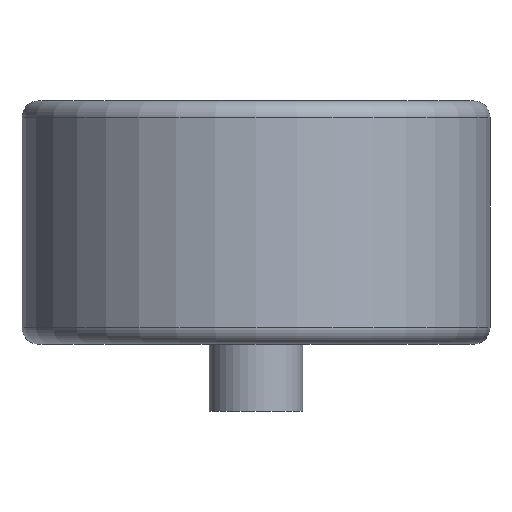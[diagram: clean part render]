
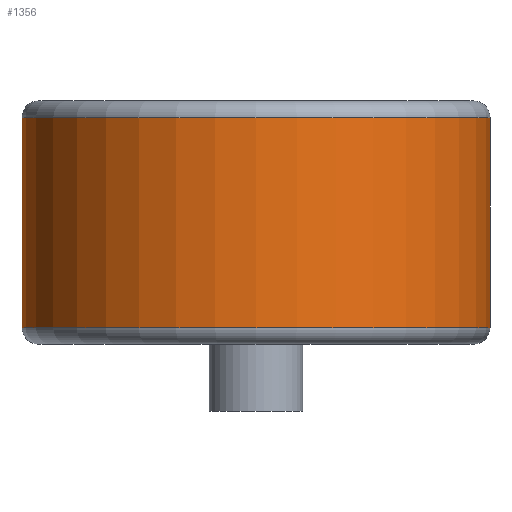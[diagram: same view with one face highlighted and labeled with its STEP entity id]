
A CAD part, front view. The second image highlights one B-rep face of the part: STEP entity #1356.
In plain terms, the highlighted cylindrical face has radius 700 mm (diameter 1400 mm), a partial arc.
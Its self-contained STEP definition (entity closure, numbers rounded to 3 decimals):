
#50 = FACE_OUTER_BOUND ( 'NONE', #178, .T. ) ;
#80 = EDGE_CURVE ( 'NONE', #277, #415, #778, .T. ) ;
#174 = DIRECTION ( 'NONE',  ( -1., 0., 0. ) ) ;
#178 = EDGE_LOOP ( 'NONE', ( #1965, #1831, #1396, #1816 ) ) ;
#243 = DIRECTION ( 'NONE',  ( 1., 0., 0. ) ) ;
#277 = VERTEX_POINT ( 'NONE', #1868 ) ;
#312 = EDGE_CURVE ( 'NONE', #783, #473, #1776, .T. ) ;
#352 = DIRECTION ( 'NONE',  ( 0., 0., -1. ) ) ;
#415 = VERTEX_POINT ( 'NONE', #1267 ) ;
#473 = VERTEX_POINT ( 'NONE', #1887 ) ;
#544 = DIRECTION ( 'NONE',  ( 0., 0., -1. ) ) ;
#704 = AXIS2_PLACEMENT_3D ( 'NONE', #1141, #1656, #1663 ) ;
#778 = LINE ( 'NONE', #1908, #1705 ) ;
#783 = VERTEX_POINT ( 'NONE', #1494 ) ;
#933 = DIRECTION ( 'NONE',  ( 0., 0., -1. ) ) ;
#939 = EDGE_CURVE ( 'NONE', #783, #277, #1346, .T. ) ;
#1141 = CARTESIAN_POINT ( 'NONE',  ( 0., 0., 50. ) ) ;
#1214 = CARTESIAN_POINT ( 'NONE',  ( 700., 0., 728. ) ) ;
#1267 = CARTESIAN_POINT ( 'NONE',  ( -700., 0., 50. ) ) ;
#1268 = AXIS2_PLACEMENT_3D ( 'NONE', #1906, #352, #174 ) ;
#1341 = CARTESIAN_POINT ( 'NONE',  ( 0., 0., 678. ) ) ;
#1346 = CIRCLE ( 'NONE', #1541, 700. ) ;
#1356 = ADVANCED_FACE ( 'NONE', ( #50 ), #1412, .T. ) ;
#1396 = ORIENTED_EDGE ( 'NONE', *, *, #80, .T. ) ;
#1412 = CYLINDRICAL_SURFACE ( 'NONE', #1268, 700. ) ;
#1451 = VECTOR ( 'NONE', #1723, 1000. ) ;
#1494 = CARTESIAN_POINT ( 'NONE',  ( 700., 0., 678. ) ) ;
#1541 = AXIS2_PLACEMENT_3D ( 'NONE', #1341, #544, #243 ) ;
#1600 = CIRCLE ( 'NONE', #704, 700. ) ;
#1656 = DIRECTION ( 'NONE',  ( 0., 0., 1. ) ) ;
#1663 = DIRECTION ( 'NONE',  ( 1., 0., 0. ) ) ;
#1705 = VECTOR ( 'NONE', #933, 1000. ) ;
#1723 = DIRECTION ( 'NONE',  ( 0., 0., -1. ) ) ;
#1776 = LINE ( 'NONE', #1214, #1451 ) ;
#1816 = ORIENTED_EDGE ( 'NONE', *, *, #1992, .T. ) ;
#1831 = ORIENTED_EDGE ( 'NONE', *, *, #939, .T. ) ;
#1868 = CARTESIAN_POINT ( 'NONE',  ( -700., 0., 678. ) ) ;
#1887 = CARTESIAN_POINT ( 'NONE',  ( 700., 0., 50. ) ) ;
#1906 = CARTESIAN_POINT ( 'NONE',  ( 0., 0., 728. ) ) ;
#1908 = CARTESIAN_POINT ( 'NONE',  ( -700., 0., 728. ) ) ;
#1965 = ORIENTED_EDGE ( 'NONE', *, *, #312, .F. ) ;
#1992 = EDGE_CURVE ( 'NONE', #415, #473, #1600, .T. ) ;
